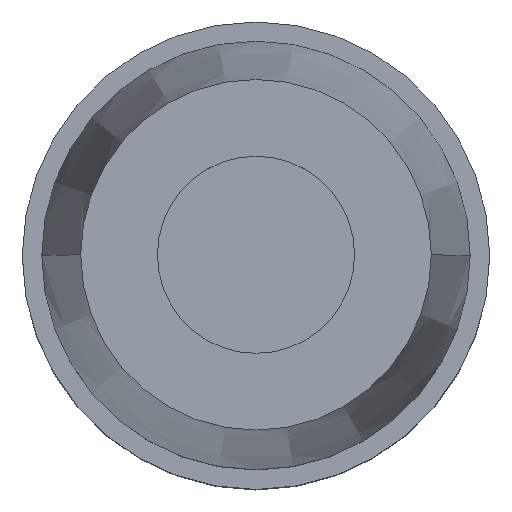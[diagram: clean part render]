
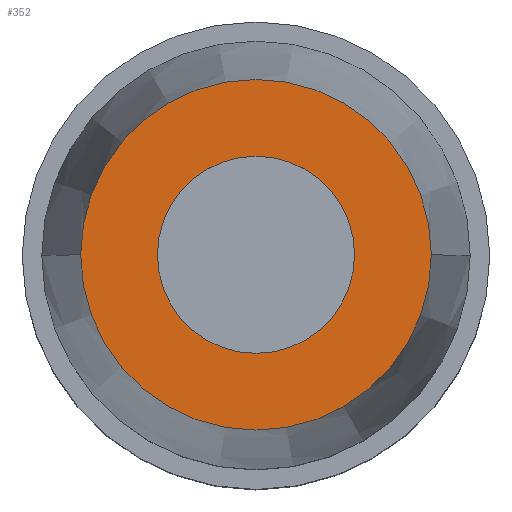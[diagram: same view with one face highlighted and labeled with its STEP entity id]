
A CAD part, top view. The second image highlights one B-rep face of the part: STEP entity #352.
In plain terms, the highlighted planar face has unit normal (0, 0, 1).
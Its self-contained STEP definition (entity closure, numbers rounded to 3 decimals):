
#8 = AXIS2_PLACEMENT_3D ( 'NONE', #56, #442, #302 ) ;
#13 = EDGE_CURVE ( 'NONE', #65, #298, #171, .T. ) ;
#34 = AXIS2_PLACEMENT_3D ( 'NONE', #145, #53, #311 ) ;
#51 = DIRECTION ( 'NONE',  ( 1., 0., 0. ) ) ;
#53 = DIRECTION ( 'NONE',  ( 0., 0., -1. ) ) ;
#56 = CARTESIAN_POINT ( 'NONE',  ( 0., 0., 47.6 ) ) ;
#65 = VERTEX_POINT ( 'NONE', #396 ) ;
#75 = CIRCLE ( 'NONE', #536, 9. ) ;
#85 = CARTESIAN_POINT ( 'NONE',  ( 0., 0., 47.6 ) ) ;
#98 = ORIENTED_EDGE ( 'NONE', *, *, #152, .T. ) ;
#105 = EDGE_LOOP ( 'NONE', ( #98, #315 ) ) ;
#109 = DIRECTION ( 'NONE',  ( 0., 0., 1. ) ) ;
#133 = FACE_BOUND ( 'NONE', #430, .T. ) ;
#140 = DIRECTION ( 'NONE',  ( 0., 0., 1. ) ) ;
#145 = CARTESIAN_POINT ( 'NONE',  ( 0., 9., 47.6 ) ) ;
#151 = CARTESIAN_POINT ( 'NONE',  ( 0., 0., 47.6 ) ) ;
#152 = EDGE_CURVE ( 'NONE', #347, #470, #75, .T. ) ;
#171 = CIRCLE ( 'NONE', #383, 5.06 ) ;
#179 = CARTESIAN_POINT ( 'NONE',  ( -9., 0., 47.6 ) ) ;
#210 = CIRCLE ( 'NONE', #506, 9. ) ;
#238 = ORIENTED_EDGE ( 'NONE', *, *, #13, .F. ) ;
#243 = CARTESIAN_POINT ( 'NONE',  ( 0., 0., 47.6 ) ) ;
#285 = ORIENTED_EDGE ( 'NONE', *, *, #386, .F. ) ;
#294 = EDGE_CURVE ( 'NONE', #470, #347, #210, .T. ) ;
#298 = VERTEX_POINT ( 'NONE', #393 ) ;
#302 = DIRECTION ( 'NONE',  ( 1., 0., 0. ) ) ;
#303 = DIRECTION ( 'NONE',  ( 0., 0., 1. ) ) ;
#311 = DIRECTION ( 'NONE',  ( -1., 0., 0. ) ) ;
#315 = ORIENTED_EDGE ( 'NONE', *, *, #294, .T. ) ;
#347 = VERTEX_POINT ( 'NONE', #179 ) ;
#352 = ADVANCED_FACE ( 'NONE', ( #133, #482 ), #355, .F. ) ;
#355 = PLANE ( 'NONE',  #34 ) ;
#373 = CIRCLE ( 'NONE', #8, 5.06 ) ;
#383 = AXIS2_PLACEMENT_3D ( 'NONE', #151, #303, #51 ) ;
#386 = EDGE_CURVE ( 'NONE', #298, #65, #373, .T. ) ;
#393 = CARTESIAN_POINT ( 'NONE',  ( -5.06, 0., 47.6 ) ) ;
#396 = CARTESIAN_POINT ( 'NONE',  ( 5.06, 0., 47.6 ) ) ;
#405 = DIRECTION ( 'NONE',  ( 1., 0., 0. ) ) ;
#430 = EDGE_LOOP ( 'NONE', ( #238, #285 ) ) ;
#438 = CARTESIAN_POINT ( 'NONE',  ( 9., 0., 47.6 ) ) ;
#442 = DIRECTION ( 'NONE',  ( 0., 0., 1. ) ) ;
#470 = VERTEX_POINT ( 'NONE', #438 ) ;
#475 = DIRECTION ( 'NONE',  ( 1., 0., 0. ) ) ;
#482 = FACE_OUTER_BOUND ( 'NONE', #105, .T. ) ;
#506 = AXIS2_PLACEMENT_3D ( 'NONE', #85, #140, #475 ) ;
#536 = AXIS2_PLACEMENT_3D ( 'NONE', #243, #109, #405 ) ;
